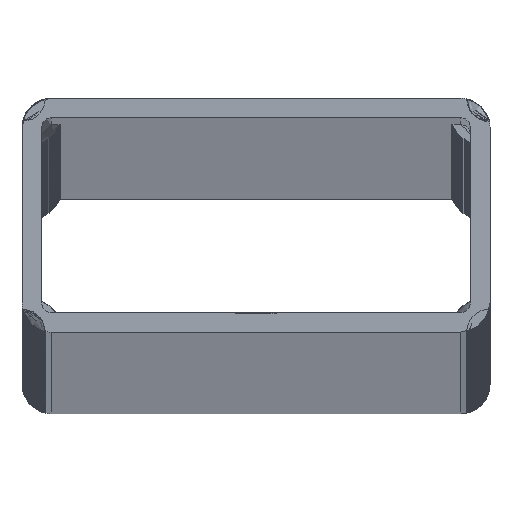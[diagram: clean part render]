
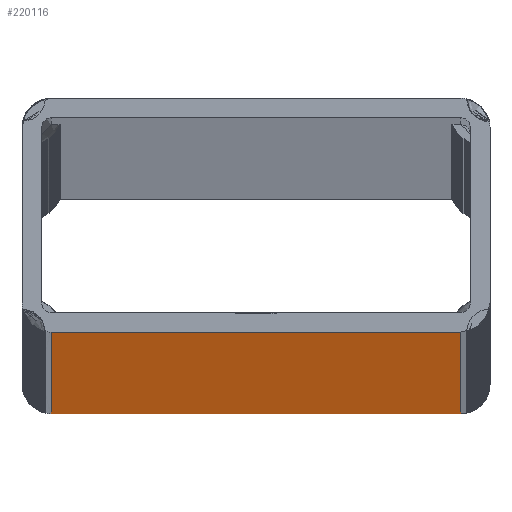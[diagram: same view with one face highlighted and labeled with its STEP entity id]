
A CAD part, top view. The second image highlights one B-rep face of the part: STEP entity #220116.
In plain terms, the highlighted planar face has unit normal (0, -1, 0).
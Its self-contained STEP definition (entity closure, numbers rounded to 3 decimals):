
#4533 = ORIENTED_EDGE ( 'NONE', *, *, #187357, .F. ) ;
#6773 = CARTESIAN_POINT ( 'NONE',  ( -30., -15., -6000. ) ) ;
#6954 = CARTESIAN_POINT ( 'NONE',  ( -30., -15., -6000. ) ) ;
#7237 = VERTEX_POINT ( 'NONE', #117343 ) ;
#8493 = LINE ( 'NONE', #110993, #214181 ) ;
#26138 = DIRECTION ( 'NONE',  ( 1., 0., 0. ) ) ;
#27878 = VECTOR ( 'NONE', #61411, 1000. ) ;
#32462 = LINE ( 'NONE', #6954, #72969 ) ;
#53722 = DIRECTION ( 'NONE',  ( 1., 0., 0. ) ) ;
#58878 = LINE ( 'NONE', #242475, #27878 ) ;
#61411 = DIRECTION ( 'NONE',  ( 0., 0., -1. ) ) ;
#72969 = VECTOR ( 'NONE', #26138, 1000. ) ;
#82212 = EDGE_CURVE ( 'NONE', #134208, #7237, #58878, .T. ) ;
#92974 = EDGE_LOOP ( 'NONE', ( #4533, #242223, #111737, #223150 ) ) ;
#107791 = DIRECTION ( 'NONE',  ( 0., -1., 0. ) ) ;
#110315 = CARTESIAN_POINT ( 'NONE',  ( -30., -15., 0. ) ) ;
#110993 = CARTESIAN_POINT ( 'NONE',  ( 26.25, -15., -6000. ) ) ;
#111737 = ORIENTED_EDGE ( 'NONE', *, *, #245604, .T. ) ;
#117343 = CARTESIAN_POINT ( 'NONE',  ( -26.25, -15., -6000. ) ) ;
#120643 = VERTEX_POINT ( 'NONE', #211718 ) ;
#126074 = PLANE ( 'NONE',  #165866 ) ;
#134208 = VERTEX_POINT ( 'NONE', #149997 ) ;
#149997 = CARTESIAN_POINT ( 'NONE',  ( -26.25, -15., 0. ) ) ;
#151130 = DIRECTION ( 'NONE',  ( 0., 0., 1. ) ) ;
#156677 = FACE_OUTER_BOUND ( 'NONE', #92974, .T. ) ;
#156893 = VECTOR ( 'NONE', #53722, 1000. ) ;
#165866 = AXIS2_PLACEMENT_3D ( 'NONE', #6773, #107791, #226226 ) ;
#181177 = VERTEX_POINT ( 'NONE', #216482 ) ;
#187357 = EDGE_CURVE ( 'NONE', #134208, #181177, #225352, .T. ) ;
#204378 = EDGE_CURVE ( 'NONE', #120643, #181177, #8493, .T. ) ;
#211718 = CARTESIAN_POINT ( 'NONE',  ( 26.25, -15., -6000. ) ) ;
#214181 = VECTOR ( 'NONE', #151130, 1000. ) ;
#216482 = CARTESIAN_POINT ( 'NONE',  ( 26.25, -15., 0. ) ) ;
#220116 = ADVANCED_FACE ( 'NONE', ( #156677 ), #126074, .T. ) ;
#223150 = ORIENTED_EDGE ( 'NONE', *, *, #204378, .T. ) ;
#225352 = LINE ( 'NONE', #110315, #156893 ) ;
#226226 = DIRECTION ( 'NONE',  ( 0., 0., -1. ) ) ;
#242223 = ORIENTED_EDGE ( 'NONE', *, *, #82212, .T. ) ;
#242475 = CARTESIAN_POINT ( 'NONE',  ( -26.25, -15., -6000. ) ) ;
#245604 = EDGE_CURVE ( 'NONE', #7237, #120643, #32462, .T. ) ;
